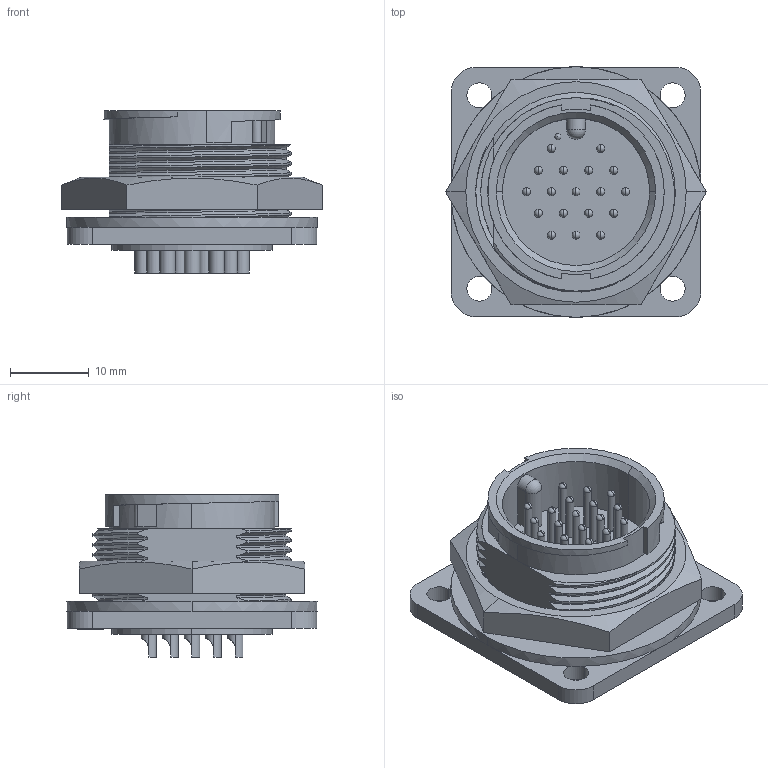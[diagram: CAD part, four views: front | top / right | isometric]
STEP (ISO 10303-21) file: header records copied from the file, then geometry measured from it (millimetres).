
FILE_DESCRIPTION (( 'STEP AP203' ), '1' );
FILE_NAME ('14282-18PG-300.STEP', '2013-04-01T19:52:45', ( '21FPBF1' ), ( 'Conxall' ), 'SwSTEP 2.0', 'SolidWorks 2012', '' );
FILE_SCHEMA (( 'CONFIG_CONTROL_DESIGN' ));
Length unit declared in the file: inch
Products named in the file (1): 14282-18PG-300
Bounding box: 33 x 31.75 x 20.55 mm (x, y, z)
Volume: 7703.9 mm3; surface area: 6489.6 mm2
Topology: 2 solids, 2 shells, 341 faces, 887 edges, 554 vertices
Faces by surface type: cylinder 152, plane 113, sphere 39, bspline 33, cone 4
Entity records: 16753 total; most frequent: CARTESIAN_POINT 8795, ORIENTED_EDGE 1686, DIRECTION 1595, EDGE_CURVE 843, AXIS2_PLACEMENT_3D 610, VERTEX_POINT 549, EDGE_LOOP 394, VECTOR 375
